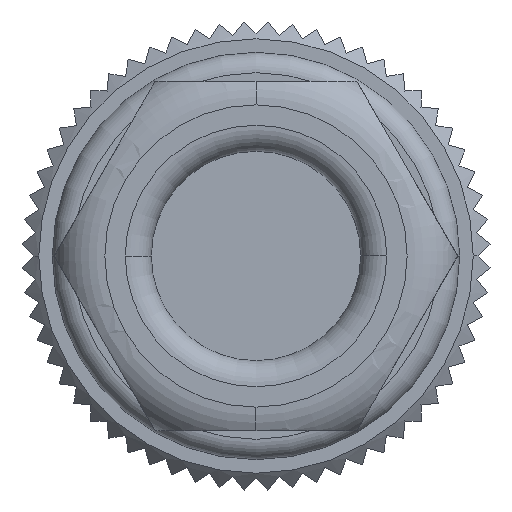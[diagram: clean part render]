
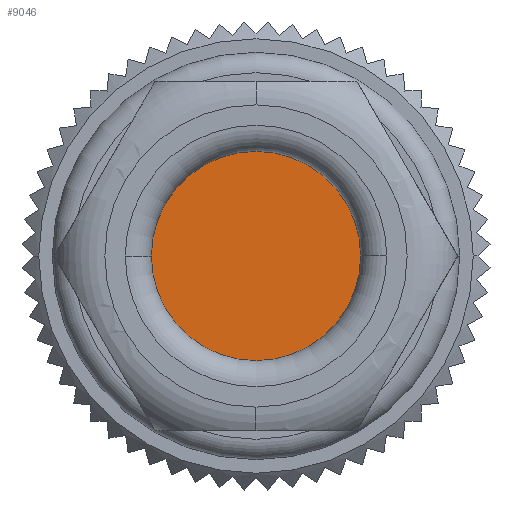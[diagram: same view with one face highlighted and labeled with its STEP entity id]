
A CAD part, left-side view. The second image highlights one B-rep face of the part: STEP entity #9046.
In plain terms, the highlighted planar face has unit normal (-1, 0, 0).
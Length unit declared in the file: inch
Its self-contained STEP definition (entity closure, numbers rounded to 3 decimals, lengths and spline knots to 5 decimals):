
#3859=CARTESIAN_POINT('',(0.,0.,0.));
#3860=DIRECTION('',(-1.,0.,0.));
#3861=DIRECTION('',(0.,-1.,0.));
#3862=AXIS2_PLACEMENT_3D('',#3859,#3860,#3861);
#3864=CARTESIAN_POINT('',(0.,0.,0.));
#3865=DIRECTION('',(-1.,0.,0.));
#3866=DIRECTION('',(0.,1.,0.));
#3867=AXIS2_PLACEMENT_3D('',#3864,#3865,#3866);
#5053=CARTESIAN_POINT('',(0.,-0.1285,0.));
#5054=CARTESIAN_POINT('',(0.,0.1285,0.));
#5055=VERTEX_POINT('',#5053);
#5056=VERTEX_POINT('',#5054);
#9036=CARTESIAN_POINT('',(0.,0.,0.));
#9037=DIRECTION('',(1.,0.,0.));
#9038=DIRECTION('',(0.,-1.,0.));
#9039=AXIS2_PLACEMENT_3D('',#9036,#9037,#9038);
#9040=PLANE('',#9039);
#9042=ORIENTED_EDGE('',*,*,#9041,.F.);
#9043=ORIENTED_EDGE('',*,*,#9026,.F.);
#9044=EDGE_LOOP('',(#9042,#9043));
#9045=FACE_OUTER_BOUND('',#9044,.F.);
#9046=ADVANCED_FACE('',(#9045),#9040,.F.);
#3863=CIRCLE('',#3862,0.1285);
#3868=CIRCLE('',#3867,0.1285);
#9026=EDGE_CURVE('',#5056,#5055,#3868,.T.);
#9041=EDGE_CURVE('',#5055,#5056,#3863,.T.);
